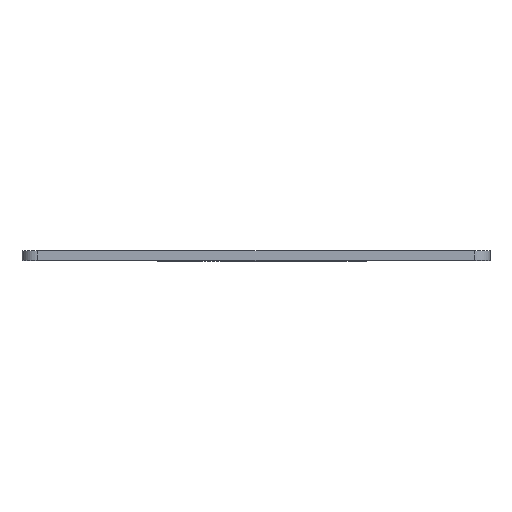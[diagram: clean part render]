
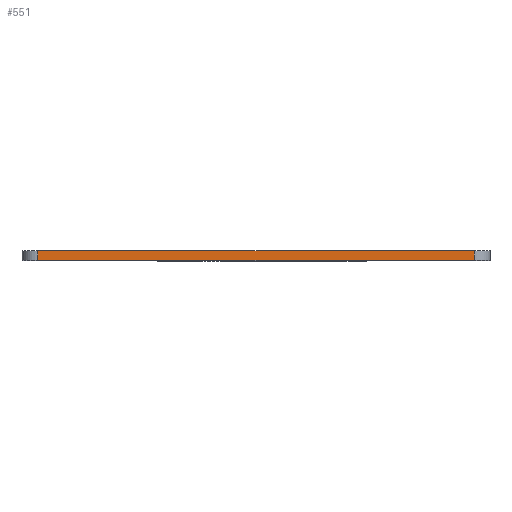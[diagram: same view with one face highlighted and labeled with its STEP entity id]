
A CAD part, top view. The second image highlights one B-rep face of the part: STEP entity #551.
In plain terms, the highlighted planar face has unit normal (0, 0, 1).
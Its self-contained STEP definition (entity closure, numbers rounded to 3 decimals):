
#13 = CARTESIAN_POINT ( 'NONE',  ( 145., 3., 0. ) ) ;
#24 = EDGE_CURVE ( 'NONE', #406, #119, #594, .T. ) ;
#27 = FACE_OUTER_BOUND ( 'NONE', #279, .T. ) ;
#30 = DIRECTION ( 'NONE',  ( -1., 0., 0. ) ) ;
#48 = ORIENTED_EDGE ( 'NONE', *, *, #24, .F. ) ;
#59 = CARTESIAN_POINT ( 'NONE',  ( 0., 3., 0. ) ) ;
#104 = DIRECTION ( 'NONE',  ( 0., 0., -1. ) ) ;
#119 = VERTEX_POINT ( 'NONE', #940 ) ;
#124 = VECTOR ( 'NONE', #977, 1000. ) ;
#142 = ORIENTED_EDGE ( 'NONE', *, *, #150, .T. ) ;
#146 = ORIENTED_EDGE ( 'NONE', *, *, #867, .T. ) ;
#150 = EDGE_CURVE ( 'NONE', #962, #119, #188, .T. ) ;
#153 = DIRECTION ( 'NONE',  ( 1., 0., 0. ) ) ;
#188 = LINE ( 'NONE', #13, #806 ) ;
#279 = EDGE_LOOP ( 'NONE', ( #919, #142, #48, #146 ) ) ;
#285 = CARTESIAN_POINT ( 'NONE',  ( 145., 0., 0. ) ) ;
#300 = EDGE_CURVE ( 'NONE', #860, #962, #648, .T. ) ;
#307 = VECTOR ( 'NONE', #755, 1000. ) ;
#406 = VERTEX_POINT ( 'NONE', #771 ) ;
#411 = LINE ( 'NONE', #1036, #124 ) ;
#412 = CARTESIAN_POINT ( 'NONE',  ( 0., 0., 0. ) ) ;
#414 = AXIS2_PLACEMENT_3D ( 'NONE', #547, #104, #30 ) ;
#547 = CARTESIAN_POINT ( 'NONE',  ( 0., 3., 0. ) ) ;
#551 = ADVANCED_FACE ( 'NONE', ( #27 ), #553, .F. ) ;
#553 = PLANE ( 'NONE',  #414 ) ;
#594 = LINE ( 'NONE', #59, #597 ) ;
#597 = VECTOR ( 'NONE', #153, 1000. ) ;
#648 = LINE ( 'NONE', #412, #307 ) ;
#699 = DIRECTION ( 'NONE',  ( 0., 1., 0. ) ) ;
#755 = DIRECTION ( 'NONE',  ( 1., 0., 0. ) ) ;
#771 = CARTESIAN_POINT ( 'NONE',  ( 5., 3., 0. ) ) ;
#806 = VECTOR ( 'NONE', #699, 1000. ) ;
#841 = CARTESIAN_POINT ( 'NONE',  ( 5., 0., 0. ) ) ;
#860 = VERTEX_POINT ( 'NONE', #841 ) ;
#867 = EDGE_CURVE ( 'NONE', #406, #860, #411, .T. ) ;
#919 = ORIENTED_EDGE ( 'NONE', *, *, #300, .T. ) ;
#940 = CARTESIAN_POINT ( 'NONE',  ( 145., 3., 0. ) ) ;
#962 = VERTEX_POINT ( 'NONE', #285 ) ;
#977 = DIRECTION ( 'NONE',  ( 0., -1., 0. ) ) ;
#1036 = CARTESIAN_POINT ( 'NONE',  ( 5., 3., 0. ) ) ;
